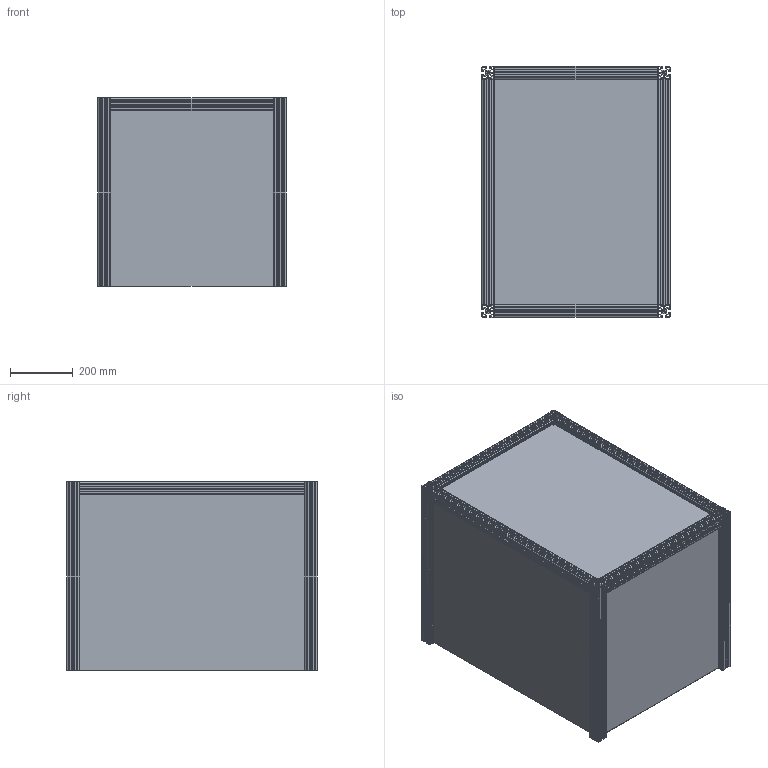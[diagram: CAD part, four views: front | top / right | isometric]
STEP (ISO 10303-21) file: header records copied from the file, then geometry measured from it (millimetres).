
FILE_DESCRIPTION (( 'STEP AP214' ), '1' );
FILE_NAME ('型材600-600-800.STEP', '2024-12-31T01:00:57', ( '微软用户' ), ( '微软中国' ), 'SwSTEP 2.0', 'SolidWorks 2020', '' );
FILE_SCHEMA (( 'AUTOMOTIVE_DESIGN' ));
Length unit declared in the file: millimetre
Products named in the file (7): 倰第720; 倰第600-600-800; 倰第啣1; 倰第600; 倰第520; 倰第啣2; 倰第啣3
Assembly tree (13 placements, depth 2):
  倰第600-600-800
    倰第600  x4
    倰第720  x2
    倰第520  x2
    倰第啣1  x2
    倰第啣2  x2
    倰第啣3
Bounding box: 600 x 800 x 600 mm (x, y, z)
Volume: 6679426.9 mm3; surface area: 6191334.4 mm2
Topology: 13 solids, 13 shells, 1230 faces, 3612 edges, 2408 vertices
Faces by surface type: plane 950, cylinder 280
Entity records: 15949 total; most frequent: CARTESIAN_POINT 2794, ORIENTED_EDGE 2766, DIRECTION 2571, EDGE_CURVE 1383, LINE 1173, VECTOR 1173, VERTEX_POINT 922, AXIS2_PLACEMENT_3D 699
